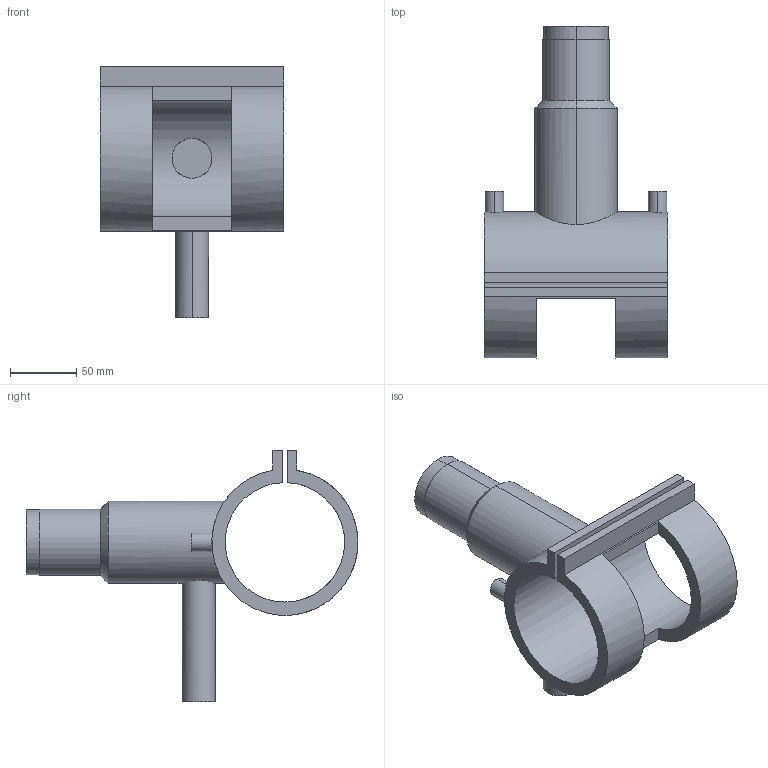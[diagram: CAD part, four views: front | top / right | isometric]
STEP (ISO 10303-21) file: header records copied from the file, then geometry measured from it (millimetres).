
FILE_DESCRIPTION (( 'STEP AP203' ), '1' );
FILE_NAME ('Ef Tapping Saddle_90-25.step', '2020-01-17T14:22:38', ( '' ), ( '' ), 'SwSTEP 2.0', 'SolidWorks 2019', '' );
FILE_SCHEMA (( 'CONFIG_CONTROL_DESIGN' ));
Length unit declared in the file: millimetre
Products named in the file (1): Ef Tapping Saddle_90-25
Bounding box: 138 x 250 x 189.26 mm (x, y, z)
Volume: 661572.4 mm3; surface area: 147332.8 mm2
Topology: 2 solids, 2 shells, 57 faces, 126 edges, 80 vertices
Faces by surface type: cylinder 30, plane 21, cone 6
Entity records: 2455 total; most frequent: CARTESIAN_POINT 1104, DIRECTION 266, ORIENTED_EDGE 252, EDGE_CURVE 126, AXIS2_PLACEMENT_3D 102, VERTEX_POINT 80, EDGE_LOOP 70, VECTOR 62
